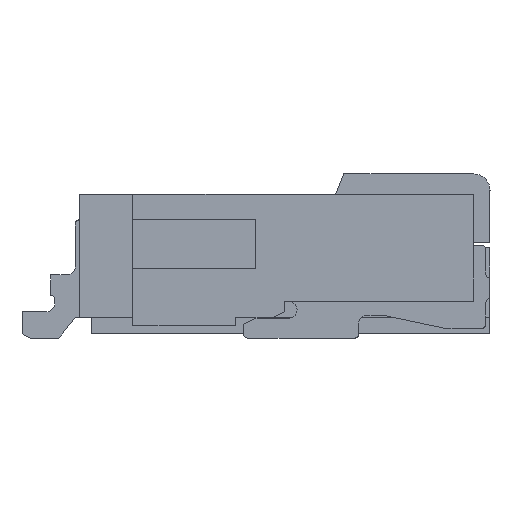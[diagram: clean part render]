
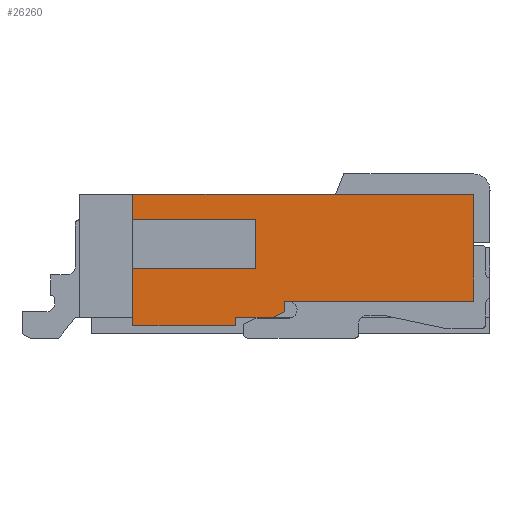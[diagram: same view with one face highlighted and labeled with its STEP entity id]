
A CAD part, left-side view. The second image highlights one B-rep face of the part: STEP entity #26260.
In plain terms, the highlighted planar face has unit normal (-1, 0, 0).
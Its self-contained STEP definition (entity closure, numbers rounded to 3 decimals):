
#280=CARTESIAN_POINT('',(-10.15,0.,0.32));
#290=VERTEX_POINT('',#280);
#320=CARTESIAN_POINT('',(-10.15,0.,0.475))
;
#330=DIRECTION('',(0.,0.,-1.));
#340=VECTOR('',#330,1.);
#350=LINE('',#320,#340);
#360=CARTESIAN_POINT('',(-10.15,0.,0.45));
#370=VERTEX_POINT('',#360);
#380=EDGE_CURVE('',#370,#290,#350,.T.);
#11450=CARTESIAN_POINT('',(-10.15,-2.3,0.45));
#11460=VERTEX_POINT('',#11450);
#11490=CARTESIAN_POINT('',(-10.15,-2.3,0.609));
#11500=DIRECTION('',(0.,0.,1.));
#11510=VECTOR('',#11500,1.);
#11520=LINE('',#11490,#11510);
#11530=CARTESIAN_POINT('',(-10.15,-2.3,1.75));
#11540=VERTEX_POINT('',#11530);
#11550=EDGE_CURVE('',#11460,#11540,#11520,.T.);
#12010=CARTESIAN_POINT('',(-10.15,0.548,0.45));
#12020=DIRECTION('',(0.,-1.,0.));
#12030=VECTOR('',#12020,1.);
#12040=LINE('',#12010,#12030);
#12050=EDGE_CURVE('',#370,#11460,#12040,.T.);
#21650=CARTESIAN_POINT('',(-10.15,1.85,0.475));
#21660=DIRECTION('',(0.,0.,-1.));
#21670=VECTOR('',#21660,1.);
#21680=LINE('',#21650,#21670);
#21690=CARTESIAN_POINT('',(-10.15,1.85,1.75));
#21700=VERTEX_POINT('',#21690);
#21710=CARTESIAN_POINT('',(-10.15,1.85,1.45));
#21720=VERTEX_POINT('',#21710);
#21730=EDGE_CURVE('',#21700,#21720,#21680,.T.);
#21950=CARTESIAN_POINT('',(-10.15,1.85,0.85));
#21960=VERTEX_POINT('',#21950);
#21990=CARTESIAN_POINT('',(-10.15,1.85,0.25));
#22000=DIRECTION('',(0.,0.,-1.));
#22010=VECTOR('',#22000,1.);
#22020=LINE('',#21990,#22010);
#22030=CARTESIAN_POINT('',(-10.15,1.85,0.15));
#22040=VERTEX_POINT('',#22030);
#22050=EDGE_CURVE('',#21960,#22040,#22020,.T.);
#25560=CARTESIAN_POINT('',(-10.15,1.85,0.25));
#25570=DIRECTION('',(-1.,0.,0.));
#25580=DIRECTION('',(0.,-1.,0.));
#25590=AXIS2_PLACEMENT_3D('',#25560,#25570,#25580);
#25600=PLANE('',#25590);
#25610=ORIENTED_EDGE('',*,*,#11550,.T.);
#25620=ORIENTED_EDGE('',*,*,#12050,.T.);
#25630=ORIENTED_EDGE('',*,*,#380,.F.);
#25640=CARTESIAN_POINT('',(-10.15,0.548,0.064))
;
#25650=DIRECTION('',(0.,-0.906,0.423));
#25660=VECTOR('',#25650,1.);
#25670=LINE('',#25640,#25660);
#25680=CARTESIAN_POINT('',(-10.15,0.15,0.25));
#25690=VERTEX_POINT('',#25680);
#25700=EDGE_CURVE('',#25690,#290,#25670,.T.);
#25710=ORIENTED_EDGE('',*,*,#25700,.T.);
#25720=CARTESIAN_POINT('',(-10.15,0.548,0.25));
#25730=DIRECTION('',(0.,1.,0.));
#25740=VECTOR('',#25730,1.);
#25750=LINE('',#25720,#25740);
#25760=CARTESIAN_POINT('',(-10.15,0.6,0.25));
#25770=VERTEX_POINT('',#25760);
#25780=EDGE_CURVE('',#25690,#25770,#25750,.T.);
#25790=ORIENTED_EDGE('',*,*,#25780,.F.);
#25800=CARTESIAN_POINT('',(-10.15,0.6,0.25));
#25810=DIRECTION('',(0.,0.,-1.));
#25820=VECTOR('',#25810,1.);
#25830=LINE('',#25800,#25820);
#25840=CARTESIAN_POINT('',(-10.15,0.6,0.15));
#25850=VERTEX_POINT('',#25840);
#25860=EDGE_CURVE('',#25770,#25850,#25830,.T.);
#25870=ORIENTED_EDGE('',*,*,#25860,.F.);
#25880=CARTESIAN_POINT('',(-10.15,1.85,0.15));
#25890=DIRECTION('',(0.,-1.,0.));
#25900=VECTOR('',#25890,1.);
#25910=LINE('',#25880,#25900);
#25920=EDGE_CURVE('',#22040,#25850,#25910,.T.);
#25930=ORIENTED_EDGE('',*,*,#25920,.T.);
#25940=ORIENTED_EDGE('',*,*,#22050,.T.);
#25950=CARTESIAN_POINT('',(-10.15,0.548,0.85));
#25960=DIRECTION('',(0.,-1.,0.));
#25970=VECTOR('',#25960,1.);
#25980=LINE('',#25950,#25970);
#25990=CARTESIAN_POINT('',(-10.15,0.35,0.85));
#26000=VERTEX_POINT('',#25990);
#26010=EDGE_CURVE('',#21960,#26000,#25980,.T.);
#26020=ORIENTED_EDGE('',*,*,#26010,.F.);
#26030=CARTESIAN_POINT('',(-10.15,0.35,0.475));
#26040=DIRECTION('',(0.,0.,1.));
#26050=VECTOR('',#26040,1.);
#26060=LINE('',#26030,#26050);
#26070=CARTESIAN_POINT('',(-10.15,0.35,1.45));
#26080=VERTEX_POINT('',#26070);
#26090=EDGE_CURVE('',#26000,#26080,#26060,.T.);
#26100=ORIENTED_EDGE('',*,*,#26090,.F.);
#26110=CARTESIAN_POINT('',(-10.15,0.548,1.45));
#26120=DIRECTION('',(0.,1.,0.));
#26130=VECTOR('',#26120,1.);
#26140=LINE('',#26110,#26130);
#26150=EDGE_CURVE('',#26080,#21720,#26140,.T.);
#26160=ORIENTED_EDGE('',*,*,#26150,.F.);
#26170=ORIENTED_EDGE('',*,*,#21730,.T.);
#26180=CARTESIAN_POINT('',(-10.15,2.033,1.75));
#26190=DIRECTION('',(0.,-1.,0.));
#26200=VECTOR('',#26190,1.);
#26210=LINE('',#26180,#26200);
#26220=EDGE_CURVE('',#21700,#11540,#26210,.T.);
#26230=ORIENTED_EDGE('',*,*,#26220,.F.);
#26240=EDGE_LOOP('',(#26230,#26170,#26160,#26100,#26020,#25940,#25930,
#25870,#25790,#25710,#25630,#25620,#25610));
#26250=FACE_OUTER_BOUND('',#26240,.T.);
#26260=ADVANCED_FACE('',(#26250),#25600,.T.);
